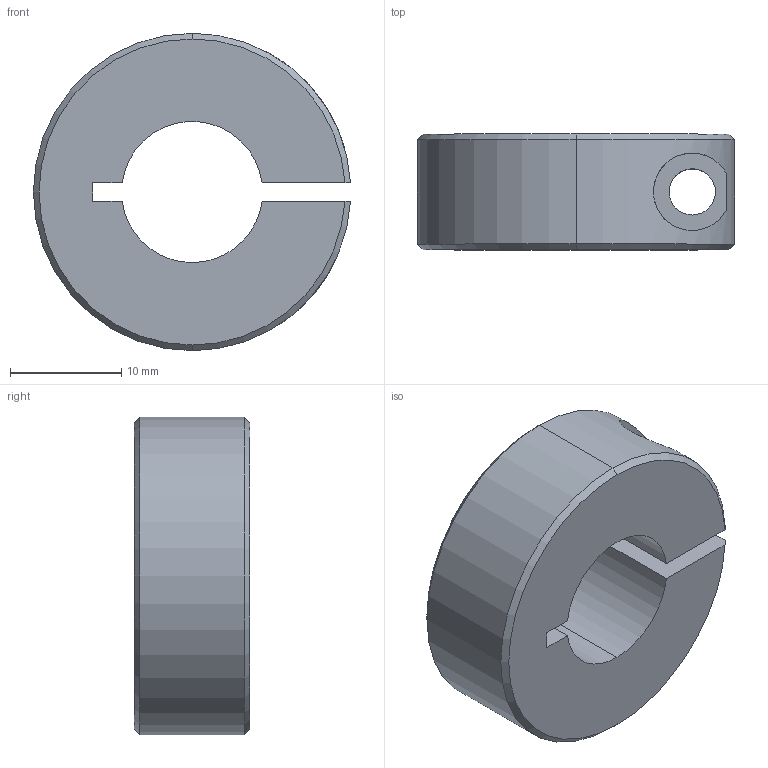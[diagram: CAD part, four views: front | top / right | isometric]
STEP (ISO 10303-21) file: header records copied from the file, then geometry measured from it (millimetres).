
FILE_DESCRIPTION (( 'STEP AP214' ), '1' );
FILE_NAME ('am-2099 Clamp Only.STEP', '2014-08-21T20:06:22', ( '' ), ( '' ), 'SwSTEP 2.0', 'SolidWorks 2014', '' );
FILE_SCHEMA (( 'AUTOMOTIVE_DESIGN' ));
Length unit declared in the file: inch
Products named in the file (1): am-2099 Clamp Only
Bounding box: 28.55 x 10.41 x 28.57 mm (x, y, z)
Volume: 4802.2 mm3; surface area: 2654.2 mm2
Topology: 1 solids, 1 shells, 25 faces, 62 edges, 40 vertices
Faces by surface type: cylinder 11, plane 8, cone 6
Entity records: 984 total; most frequent: CARTESIAN_POINT 251, DIRECTION 132, ORIENTED_EDGE 124, EDGE_CURVE 62, AXIS2_PLACEMENT_3D 51, VERTEX_POINT 40, VECTOR 30, EDGE_LOOP 30
